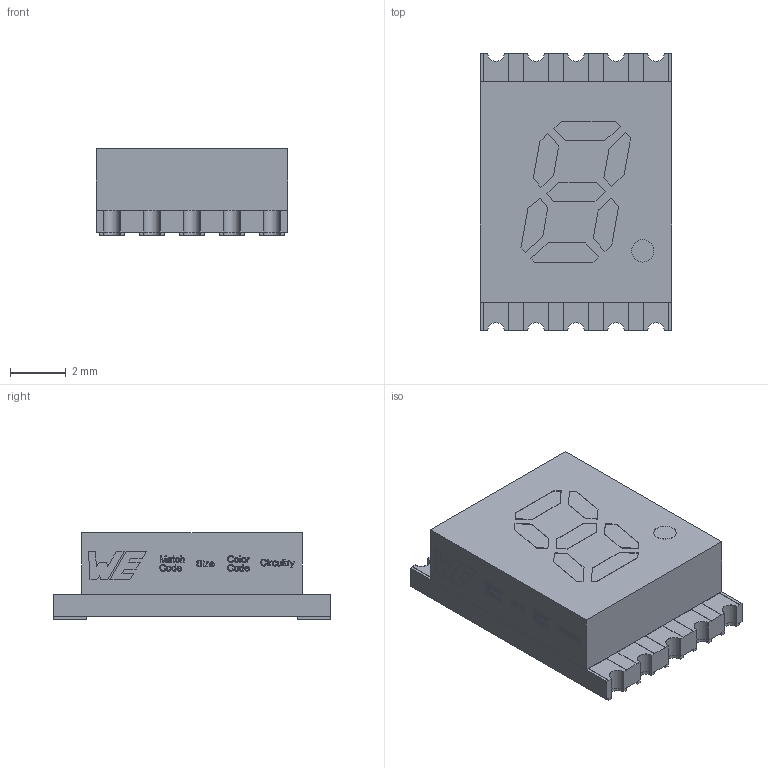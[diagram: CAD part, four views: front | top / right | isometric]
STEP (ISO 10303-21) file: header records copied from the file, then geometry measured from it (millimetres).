
FILE_DESCRIPTION(/* description */ ('Unknown'),/* implementation_level */ '2;1');
FILE_NAME(/* name */ '157102x12x00',/* time_stamp */ '2022-02-14T10:32:01+01:00',/* author */ ('Unknown'),/* organization */ ('Unknown'),/* preprocessor_version */ 'ST-DEVELOPER v16.7',/* originating_system */ 'Solid Edge',/* authorisation */ 'Unknown');
FILE_SCHEMA (('AUTOMOTIVE_DESIGN {1 0 10303 214 3 1 1}'));
Length unit declared in the file: millimetre
Products named in the file (4): 157102x12x00; PCB; Pins; Chip
Assembly tree (3 placements, depth 2):
  157102x12x00
    PCB
    Pins
    Chip
Bounding box: 6.9 x 10 x 3.1 mm (x, y, z)
Volume: 174.3 mm3; surface area: 384.2 mm2
Topology: 22 solids, 22 shells, 592 faces, 1476 edges, 984 vertices
Faces by surface type: plane 490, bspline 69, cylinder 33
Full cylindrical faces by diameter (mm): 0.8 x1, 1.4 x1, 1.6 x1
Entity records: 23173 total; most frequent: CARTESIAN_POINT 6746, ORIENTED_EDGE 2926, DIRECTION 2195, EDGE_CURVE 1463, LINE 1009, VECTOR 1009, VERTEX_POINT 984, EDGE_LOOP 661
